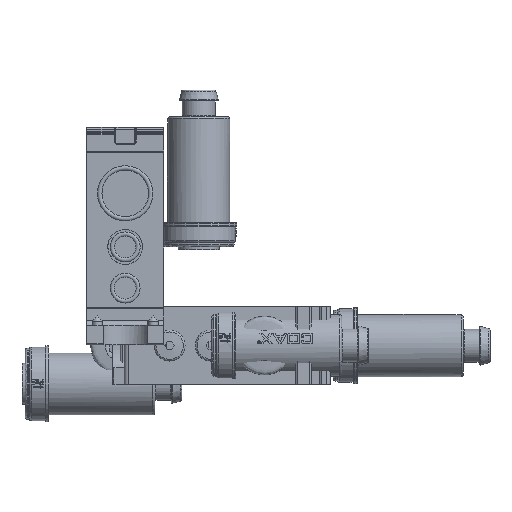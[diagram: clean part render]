
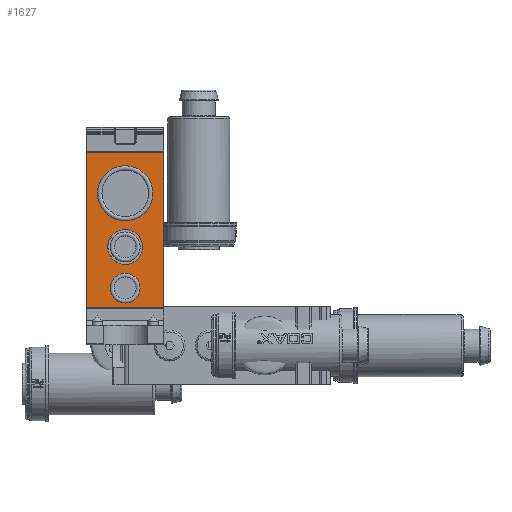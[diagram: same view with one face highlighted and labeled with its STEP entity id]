
A CAD part, top view. The second image highlights one B-rep face of the part: STEP entity #1627.
In plain terms, the highlighted planar face has unit normal (0, 0, 1).
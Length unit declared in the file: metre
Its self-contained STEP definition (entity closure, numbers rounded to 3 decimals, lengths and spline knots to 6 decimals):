
#1627 = ADVANCED_FACE( '', ( #3906, #3907, #3908, #3909 ), #3910, .F. );
#3906 = FACE_BOUND( '', #9776, .T. );
#3907 = FACE_BOUND( '', #9777, .T. );
#3908 = FACE_OUTER_BOUND( '', #9778, .T. );
#3909 = FACE_BOUND( '', #9779, .T. );
#3910 = PLANE( '', #9780 );
#9776 = EDGE_LOOP( '', ( #17281 ) );
#9777 = EDGE_LOOP( '', ( #17282 ) );
#9778 = EDGE_LOOP( '', ( #17283, #17284, #17285, #17286 ) );
#9779 = EDGE_LOOP( '', ( #17287 ) );
#9780 = AXIS2_PLACEMENT_3D( '', #17288, #17289, #17290 );
#17281 = ORIENTED_EDGE( '', *, *, #19740, .T. );
#17282 = ORIENTED_EDGE( '', *, *, #18212, .T. );
#17283 = ORIENTED_EDGE( '', *, *, #19194, .T. );
#17284 = ORIENTED_EDGE( '', *, *, #19739, .F. );
#17285 = ORIENTED_EDGE( '', *, *, #18459, .F. );
#17286 = ORIENTED_EDGE( '', *, *, #18544, .T. );
#17287 = ORIENTED_EDGE( '', *, *, #18336, .T. );
#17288 = CARTESIAN_POINT( '', ( 0.0212, 0.095128, 0.051245 ) );
#17289 = DIRECTION( '', ( 0., 0., -1. ) );
#17290 = DIRECTION( '', ( -1., 0., 0. ) );
#18212 = EDGE_CURVE( '', #21143, #21143, #21144, .T. );
#18336 = EDGE_CURVE( '', #21362, #21362, #21363, .T. );
#18459 = EDGE_CURVE( '', #21596, #21598, #21599, .T. );
#18544 = EDGE_CURVE( '', #21596, #21745, #21747, .T. );
#19194 = EDGE_CURVE( '', #21745, #22806, #22808, .T. );
#19739 = EDGE_CURVE( '', #21598, #22806, #23636, .T. );
#19740 = EDGE_CURVE( '', #23637, #23637, #23638, .T. );
#21143 = VERTEX_POINT( '', #26317 );
#21144 = CIRCLE( '', #26318, 0.007225 );
#21362 = VERTEX_POINT( '', #27306 );
#21363 = CIRCLE( '', #27307, 0.00845 );
#21596 = VERTEX_POINT( '', #27942 );
#21598 = VERTEX_POINT( '', #27944 );
#21599 = LINE( '', #27945, #27946 );
#21745 = VERTEX_POINT( '', #28358 );
#21747 = LINE( '', #28360, #28361 );
#22806 = VERTEX_POINT( '', #32868 );
#22808 = LINE( '', #32870, #32871 );
#23636 = LINE( '', #34397, #34398 );
#23637 = VERTEX_POINT( '', #34399 );
#23638 = CIRCLE( '', #34400, 0.013405 );
#26317 = CARTESIAN_POINT( '', ( -0.004775, 0.027828, 0.051245 ) );
#26318 = AXIS2_PLACEMENT_3D( '', #35697, #35698, #35699 );
#27306 = CARTESIAN_POINT( '', ( -0.006, 0.047828, 0.051245 ) );
#27307 = AXIS2_PLACEMENT_3D( '', #35904, #35905, #35906 );
#27942 = CARTESIAN_POINT( '', ( 0.0212, 0.095128, 0.051245 ) );
#27944 = CARTESIAN_POINT( '', ( 0.0212, 0.018528, 0.051245 ) );
#27945 = CARTESIAN_POINT( '', ( 0.0212, 0.095128, 0.051245 ) );
#27946 = VECTOR( '', #36089, 1. );
#28358 = CARTESIAN_POINT( '', ( -0.0163, 0.095128, 0.051245 ) );
#28360 = CARTESIAN_POINT( '', ( 0.0212, 0.095128, 0.051245 ) );
#28361 = VECTOR( '', #36239, 1. );
#32868 = CARTESIAN_POINT( '', ( -0.0163, 0.018528, 0.051245 ) );
#32870 = CARTESIAN_POINT( '', ( -0.0163, 0.095128, 0.051245 ) );
#32871 = VECTOR( '', #37318, 1. );
#34397 = CARTESIAN_POINT( '', ( 0.0212, 0.018528, 0.051245 ) );
#34398 = VECTOR( '', #38314, 1. );
#34399 = CARTESIAN_POINT( '', ( -0.010955, 0.073828, 0.051245 ) );
#34400 = AXIS2_PLACEMENT_3D( '', #38315, #38316, #38317 );
#35697 = CARTESIAN_POINT( '', ( 0.00245, 0.027828, 0.051245 ) );
#35698 = DIRECTION( '', ( 0., 0., -1. ) );
#35699 = DIRECTION( '', ( -1., 0., 0. ) );
#35904 = CARTESIAN_POINT( '', ( 0.00245, 0.047828, 0.051245 ) );
#35905 = DIRECTION( '', ( 0., 0., -1. ) );
#35906 = DIRECTION( '', ( -1., 0., 0. ) );
#36089 = DIRECTION( '', ( 0., -1., 0. ) );
#36239 = DIRECTION( '', ( -1., 0., 0. ) );
#37318 = DIRECTION( '', ( 0., -1., 0. ) );
#38314 = DIRECTION( '', ( -1., 0., 0. ) );
#38315 = CARTESIAN_POINT( '', ( 0.00245, 0.073828, 0.051245 ) );
#38316 = DIRECTION( '', ( 0., 0., -1. ) );
#38317 = DIRECTION( '', ( -1., 0., 0. ) );
